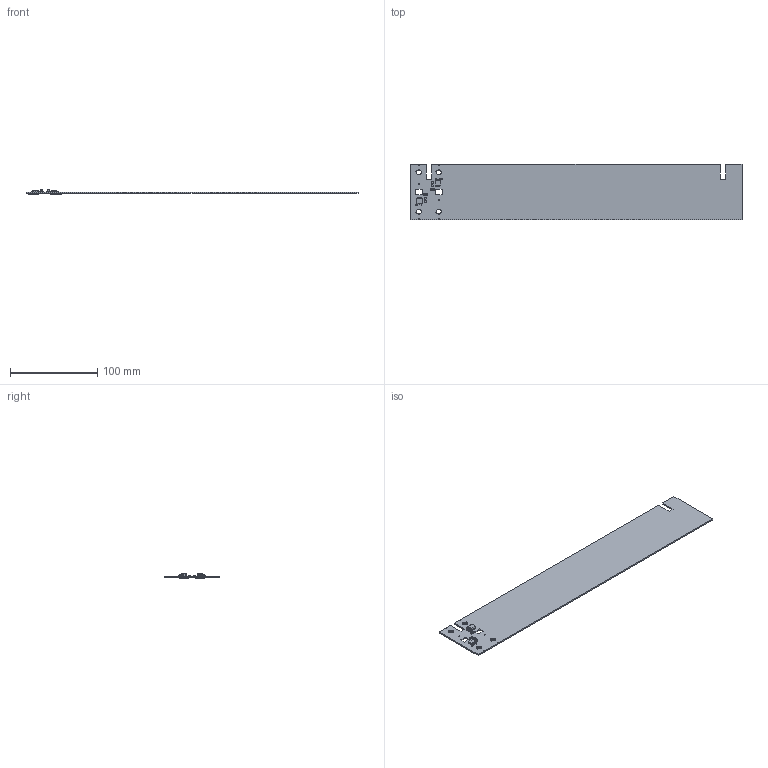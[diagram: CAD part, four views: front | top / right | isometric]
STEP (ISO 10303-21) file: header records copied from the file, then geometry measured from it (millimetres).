
FILE_DESCRIPTION(('Open CASCADE Model'),'2;1');
FILE_NAME('Open CASCADE Shape Model','2019-03-01T04:02:03',('Author'),( 'Open CASCADE'),'Open CASCADE STEP processor 6.8','Open CASCADE 6.8' ,'Unknown');
FILE_SCHEMA(('AUTOMOTIVE_DESIGN { 1 0 10303 214 1 1 1 1 }'));
Products named in the file (1): PCB
Bounding box: 380 x 63 x 5.07 mm (x, y, z)
Volume: 38064.2 mm3; surface area: 49977.8 mm2
Topology: 37 solids, 283 shells, 1236 faces, 4508 edges, 3502 vertices
Faces by surface type: plane 926, cylinder 142, bspline 128, sphere 40
Full cylindrical faces by diameter (mm): 0.5 x4
Entity records: 55031 total; most frequent: CARTESIAN_POINT 17285, ORIENTED_EDGE 6748, DIRECTION 6248, EDGE_CURVE 4414, VERTEX_POINT 3496, LINE 3462, VECTOR 3462, AXIS2_PLACEMENT_3D 1393
